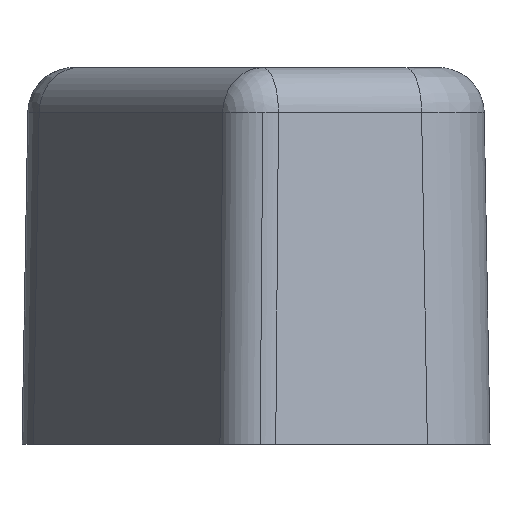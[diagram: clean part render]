
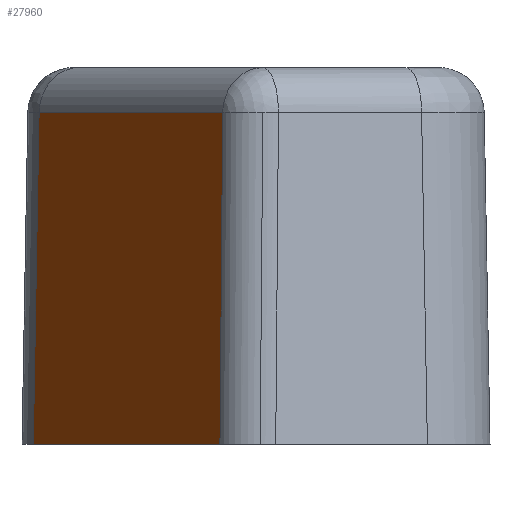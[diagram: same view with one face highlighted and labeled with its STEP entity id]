
A CAD part, left-side view. The second image highlights one B-rep face of the part: STEP entity #27960.
In plain terms, the highlighted planar face has unit normal (-0.472, 0.881, 0.018).
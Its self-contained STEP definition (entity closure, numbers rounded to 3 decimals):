
#2730=CARTESIAN_POINT('',(-13.133,23.03,
0.));
#2740=VERTEX_POINT('',#2730);
#2770=CARTESIAN_POINT('',(0.,30.071,0.));
#2780=DIRECTION('',(-0.881,-0.473,0.));
#2790=VECTOR('',#2780,1.);
#2800=LINE('',#2770,#2790);
#2810=CARTESIAN_POINT('',(-30.689,13.618,
0.));
#2820=VERTEX_POINT('',#2810);
#2830=EDGE_CURVE('',#2740,#2820,#2800,.T.);
#7470=CARTESIAN_POINT('',(-30.328,13.48,
16.74));
#7480=VERTEX_POINT('',#7470);
#7510=CARTESIAN_POINT('',(-1.087,29.157,
16.74));
#7520=DIRECTION('',(-0.881,-0.473,0.));
#7530=VECTOR('',#7520,1.);
#7540=LINE('',#7510,#7530);
#7550=CARTESIAN_POINT('',(-13.06,22.738,
16.74));
#7560=VERTEX_POINT('',#7550);
#7570=EDGE_CURVE('',#7560,#7480,#7540,.T.);
#27750=CARTESIAN_POINT('',(-30.689,13.618,
0.));
#27760=DIRECTION('',(-0.472,0.881,
0.017));
#27770=DIRECTION('',(0.881,0.473,
0.));
#27780=AXIS2_PLACEMENT_3D('',#27750,#27760,#27770);
#27790=PLANE('',#27780);
#27800=ORIENTED_EDGE('',*,*,#7570,.F.);
#27810=CARTESIAN_POINT('',(-30.688,13.618,
0.04));
#27820=DIRECTION('',(-0.022,0.008,
-1.));
#27830=VECTOR('',#27820,1.);
#27840=LINE('',#27810,#27830);
#27850=EDGE_CURVE('',#7480,#2820,#27840,.T.);
#27860=ORIENTED_EDGE('',*,*,#27850,.F.);
#27870=ORIENTED_EDGE('',*,*,#2830,.T.);
#27880=CARTESIAN_POINT('',(-13.133,23.029,
0.084));
#27890=DIRECTION('',(-0.004,0.017,
-1.));
#27900=VECTOR('',#27890,1.);
#27910=LINE('',#27880,#27900);
#27920=EDGE_CURVE('',#7560,#2740,#27910,.T.);
#27930=ORIENTED_EDGE('',*,*,#27920,.T.);
#27940=EDGE_LOOP('',(#27930,#27870,#27860,#27800));
#27950=FACE_OUTER_BOUND('',#27940,.T.);
#27960=ADVANCED_FACE('',(#27950),#27790,.T.);
